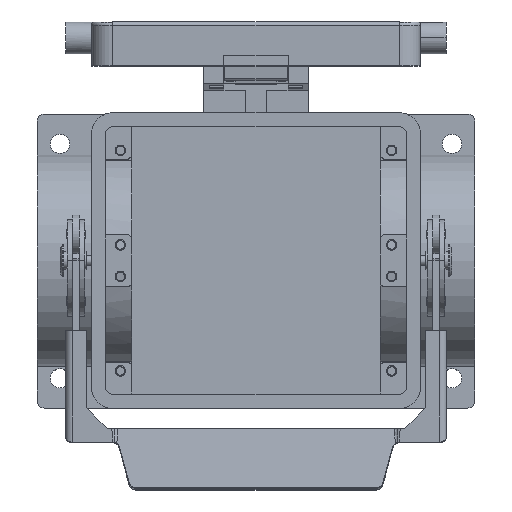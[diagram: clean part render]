
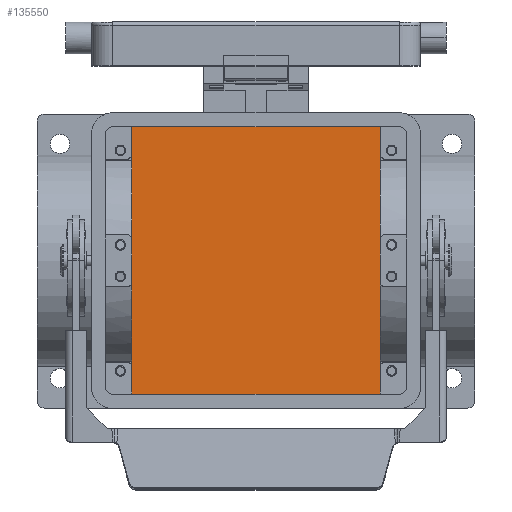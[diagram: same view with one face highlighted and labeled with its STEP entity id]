
A CAD part, top view. The second image highlights one B-rep face of the part: STEP entity #135550.
In plain terms, the highlighted face is planar.
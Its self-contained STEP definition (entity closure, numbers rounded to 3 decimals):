
#119260=CARTESIAN_POINT('',(-35.5,-39.,-51.));
#119270=DIRECTION('',(1.,0.,0.));
#119280=VECTOR('',#119270,71.);
#119290=LINE('',#119260,#119280);
#119300=CARTESIAN_POINT('',(-35.5,-39.,-51.));
#119310=VERTEX_POINT('',#119300);
#119320=CARTESIAN_POINT('',(35.5,-39.,-51.));
#119330=VERTEX_POINT('',#119320);
#119340=EDGE_CURVE('',#119310,#119330,#119290,.T.);
#120070=CARTESIAN_POINT('',(35.5,39.,-51.));
#120080=DIRECTION('',(-1.,0.,0.));
#120090=VECTOR('',#120080,71.);
#120100=LINE('',#120070,#120090);
#120110=CARTESIAN_POINT('',(35.5,39.,-51.));
#120120=VERTEX_POINT('',#120110);
#120130=CARTESIAN_POINT('',(-35.5,39.,-51.));
#120140=VERTEX_POINT('',#120130);
#120150=EDGE_CURVE('',#120120,#120140,#120100,.T.);
#122590=CARTESIAN_POINT('',(35.5,-39.,-51.));
#122600=DIRECTION('',(0.,1.,0.));
#122610=VECTOR('',#122600,78.);
#122620=LINE('',#122590,#122610);
#122630=EDGE_CURVE('',#119330,#120120,#122620,.T.);
#135390=CARTESIAN_POINT('',(0.,0.,-51.));
#135400=DIRECTION('',(0.,0.,1.));
#135410=DIRECTION('',(1.,0.,0.));
#135420=AXIS2_PLACEMENT_3D('',#135390,#135400,#135410);
#135430=PLANE('',#135420);
#135440=ORIENTED_EDGE('',*,*,#120150,.T.);
#135450=ORIENTED_EDGE('',*,*,#122630,.T.);
#135460=ORIENTED_EDGE('',*,*,#119340,.T.);
#135470=CARTESIAN_POINT('',(-35.5,39.,-51.));
#135480=DIRECTION('',(0.,-1.,0.));
#135490=VECTOR('',#135480,78.);
#135500=LINE('',#135470,#135490);
#135510=EDGE_CURVE('',#120140,#119310,#135500,.T.);
#135520=ORIENTED_EDGE('',*,*,#135510,.T.);
#135530=EDGE_LOOP('',(#135520,#135460,#135450,#135440));
#135540=FACE_OUTER_BOUND('',#135530,.T.);
#135550=ADVANCED_FACE('',(#135540),#135430,.T.);
